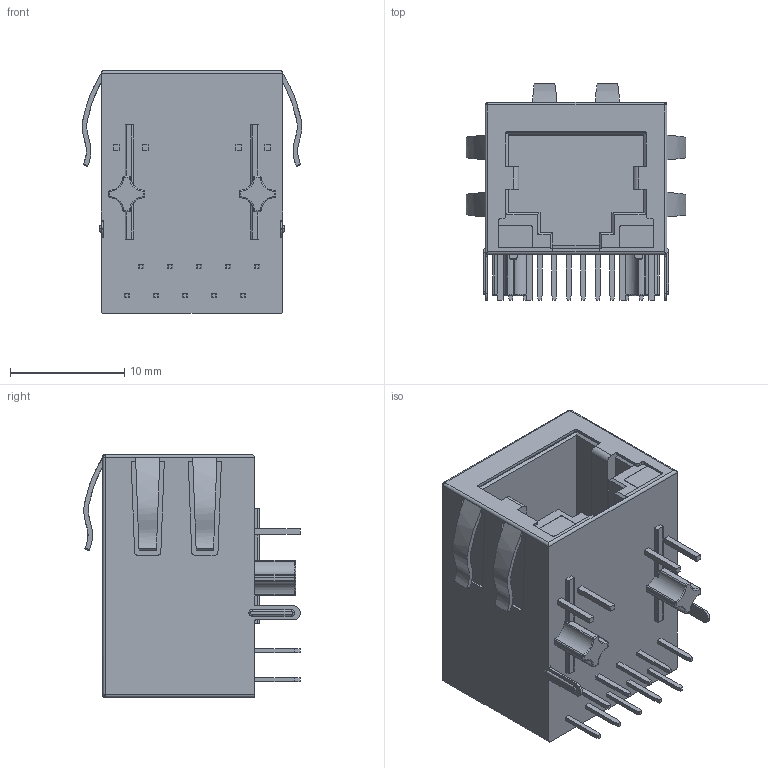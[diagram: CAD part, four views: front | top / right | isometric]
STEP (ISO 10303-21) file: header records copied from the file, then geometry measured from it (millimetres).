
FILE_DESCRIPTION (( 'STEP AP203' ), '1' );
FILE_NAME ('TMJG4887GENL.STEP', '2024-08-21T08:30:15', ( '' ), ( '' ), 'SwSTEP 2.0', 'SolidWorks 2023', '' );
FILE_SCHEMA (( 'CONFIG_CONTROL_DESIGN' ));
Length unit declared in the file: millimetre
Products named in the file (1): TMJG4887GENL
Bounding box: 19.22 x 18.95 x 21.25 mm (x, y, z)
Volume: 3642.6 mm3; surface area: 2556.2 mm2
Topology: 9 solids, 9 shells, 767 faces, 1984 edges, 1292 vertices
Faces by surface type: plane 476, bspline 146, cylinder 105, sphere 24, torus 16
Entity records: 31485 total; most frequent: CARTESIAN_POINT 13534, ORIENTED_EDGE 3968, DIRECTION 3164, EDGE_CURVE 1984, LINE 1412, VECTOR 1412, VERTEX_POINT 1292, AXIS2_PLACEMENT_3D 876
